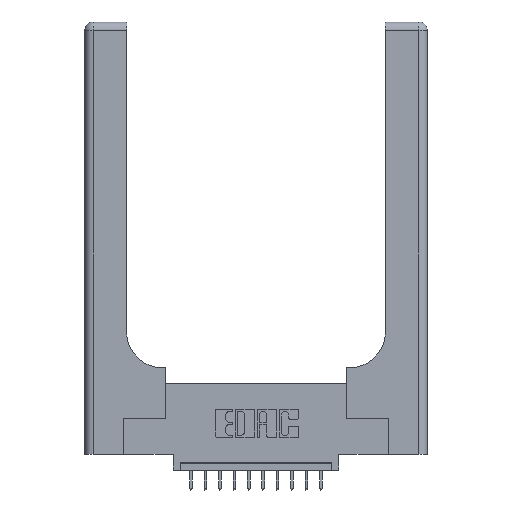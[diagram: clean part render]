
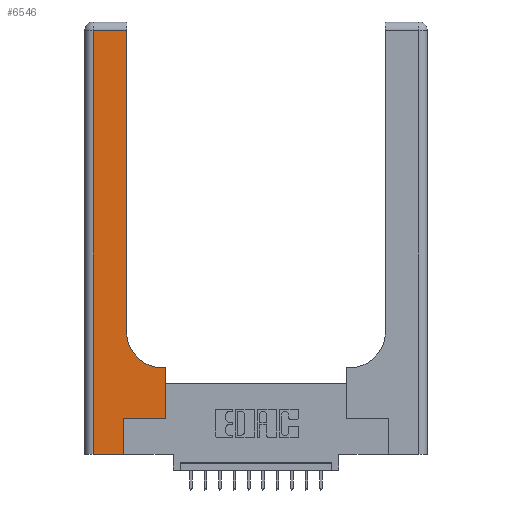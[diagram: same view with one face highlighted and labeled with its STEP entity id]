
A CAD part, top view. The second image highlights one B-rep face of the part: STEP entity #6546.
In plain terms, the highlighted planar face has unit normal (0, 0, 1).
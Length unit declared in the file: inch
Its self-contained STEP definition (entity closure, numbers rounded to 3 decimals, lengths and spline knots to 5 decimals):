
#608 = ORIENTED_EDGE ( 'NONE', *, *, #9815, .T. ) ;
#781 = VERTEX_POINT ( 'NONE', #11724 ) ;
#815 = AXIS2_PLACEMENT_3D ( 'NONE', #7955, #2804, #14760 ) ;
#983 = CARTESIAN_POINT ( 'NONE',  ( 0.5415, 0.6, 0.37 ) ) ;
#1051 = VECTOR ( 'NONE', #9987, 39.37008 ) ;
#1395 = FACE_OUTER_BOUND ( 'NONE', #2450, .T. ) ;
#1673 = VECTOR ( 'NONE', #14691, 39.37008 ) ;
#1912 = LINE ( 'NONE', #8556, #14165 ) ;
#1915 = VERTEX_POINT ( 'NONE', #4356 ) ;
#2080 = VERTEX_POINT ( 'NONE', #13881 ) ;
#2450 = EDGE_LOOP ( 'NONE', ( #16949, #3938, #15447, #3909, #15997, #17148, #608, #16339, #13761 ) ) ;
#2804 = DIRECTION ( 'NONE',  ( 0., 0., -1. ) ) ;
#2920 = EDGE_CURVE ( 'NONE', #15115, #2080, #7729, .T. ) ;
#2937 = CARTESIAN_POINT ( 'NONE',  ( 0.269, 0.25, 0.37 ) ) ;
#3000 = CARTESIAN_POINT ( 'NONE',  ( 0., 2.94, 0.37 ) ) ;
#3171 = LINE ( 'NONE', #3000, #9511 ) ;
#3213 = EDGE_CURVE ( 'NONE', #16260, #13705, #1912, .T. ) ;
#3664 = CARTESIAN_POINT ( 'NONE',  ( 0.5585, 0.25, 0.37 ) ) ;
#3909 = ORIENTED_EDGE ( 'NONE', *, *, #3213, .T. ) ;
#3938 = ORIENTED_EDGE ( 'NONE', *, *, #15391, .T. ) ;
#4356 = CARTESIAN_POINT ( 'NONE',  ( 0.5585, 0.6, 0.37 ) ) ;
#4938 = CARTESIAN_POINT ( 'NONE',  ( 0.2915, 2.94, 0.37 ) ) ;
#5427 = CARTESIAN_POINT ( 'NONE',  ( 0.269, 0.25, 0.37 ) ) ;
#5654 = LINE ( 'NONE', #2937, #16954 ) ;
#5962 = CARTESIAN_POINT ( 'NONE',  ( 0.5415, 0.85, 0.37 ) ) ;
#6064 = LINE ( 'NONE', #13841, #1051 ) ;
#6123 = VECTOR ( 'NONE', #8874, 39.37008 ) ;
#6243 = EDGE_CURVE ( 'NONE', #13705, #11089, #11802, .T. ) ;
#6546 = ADVANCED_FACE ( 'NONE', ( #1395 ), #13470, .F. ) ;
#7229 = EDGE_CURVE ( 'NONE', #9023, #16260, #10100, .T. ) ;
#7244 = VERTEX_POINT ( 'NONE', #4938 ) ;
#7432 = DIRECTION ( 'NONE',  ( 0., 0., -1. ) ) ;
#7729 = CIRCLE ( 'NONE', #14420, 0.25 ) ;
#7955 = CARTESIAN_POINT ( 'NONE',  ( 0., 3., 0.37 ) ) ;
#8556 = CARTESIAN_POINT ( 'NONE',  ( 0., 0., 0.37 ) ) ;
#8874 = DIRECTION ( 'NONE',  ( 0., -1., 0. ) ) ;
#9023 = VERTEX_POINT ( 'NONE', #13068 ) ;
#9266 = CARTESIAN_POINT ( 'NONE',  ( 0.06, 0., 0.37 ) ) ;
#9511 = VECTOR ( 'NONE', #12413, 39.37008 ) ;
#9600 = CARTESIAN_POINT ( 'NONE',  ( 0.2915, 3., 0.37 ) ) ;
#9815 = EDGE_CURVE ( 'NONE', #781, #1915, #11952, .T. ) ;
#9901 = EDGE_CURVE ( 'NONE', #2080, #7244, #15004, .T. ) ;
#9987 = DIRECTION ( 'NONE',  ( -1., 0., 0. ) ) ;
#10100 = LINE ( 'NONE', #12794, #6123 ) ;
#10363 = CARTESIAN_POINT ( 'NONE',  ( 0.269, 0., 0.37 ) ) ;
#10999 = DIRECTION ( 'NONE',  ( 0., 1., 0. ) ) ;
#11089 = VERTEX_POINT ( 'NONE', #5427 ) ;
#11273 = DIRECTION ( 'NONE',  ( 1., 0., 0. ) ) ;
#11724 = CARTESIAN_POINT ( 'NONE',  ( 0.5585, 0.25, 0.37 ) ) ;
#11802 = LINE ( 'NONE', #14605, #1673 ) ;
#11952 = LINE ( 'NONE', #3664, #12715 ) ;
#12008 = EDGE_CURVE ( 'NONE', #1915, #15115, #6064, .T. ) ;
#12413 = DIRECTION ( 'NONE',  ( -1., 0., 0. ) ) ;
#12715 = VECTOR ( 'NONE', #14321, 39.37008 ) ;
#12794 = CARTESIAN_POINT ( 'NONE',  ( 0.06, 3., 0.37 ) ) ;
#13068 = CARTESIAN_POINT ( 'NONE',  ( 0.06, 2.94, 0.37 ) ) ;
#13470 = PLANE ( 'NONE',  #815 ) ;
#13705 = VERTEX_POINT ( 'NONE', #10363 ) ;
#13761 = ORIENTED_EDGE ( 'NONE', *, *, #2920, .T. ) ;
#13783 = EDGE_CURVE ( 'NONE', #11089, #781, #5654, .T. ) ;
#13841 = CARTESIAN_POINT ( 'NONE',  ( 0.2915, 0.6, 0.37 ) ) ;
#13881 = CARTESIAN_POINT ( 'NONE',  ( 0.2915, 0.85, 0.37 ) ) ;
#14165 = VECTOR ( 'NONE', #15422, 39.37008 ) ;
#14321 = DIRECTION ( 'NONE',  ( 0., 1., 0. ) ) ;
#14420 = AXIS2_PLACEMENT_3D ( 'NONE', #5962, #7432, #11273 ) ;
#14605 = CARTESIAN_POINT ( 'NONE',  ( 0.269, 0., 0.37 ) ) ;
#14691 = DIRECTION ( 'NONE',  ( 0., 1., 0. ) ) ;
#14760 = DIRECTION ( 'NONE',  ( -1., 0., 0. ) ) ;
#14956 = VECTOR ( 'NONE', #10999, 39.37008 ) ;
#15004 = LINE ( 'NONE', #9600, #14956 ) ;
#15115 = VERTEX_POINT ( 'NONE', #983 ) ;
#15391 = EDGE_CURVE ( 'NONE', #7244, #9023, #3171, .T. ) ;
#15422 = DIRECTION ( 'NONE',  ( 1., 0., 0. ) ) ;
#15447 = ORIENTED_EDGE ( 'NONE', *, *, #7229, .T. ) ;
#15997 = ORIENTED_EDGE ( 'NONE', *, *, #6243, .T. ) ;
#16260 = VERTEX_POINT ( 'NONE', #9266 ) ;
#16339 = ORIENTED_EDGE ( 'NONE', *, *, #12008, .T. ) ;
#16439 = DIRECTION ( 'NONE',  ( 1., 0., 0. ) ) ;
#16949 = ORIENTED_EDGE ( 'NONE', *, *, #9901, .T. ) ;
#16954 = VECTOR ( 'NONE', #16439, 39.37008 ) ;
#17148 = ORIENTED_EDGE ( 'NONE', *, *, #13783, .T. ) ;
